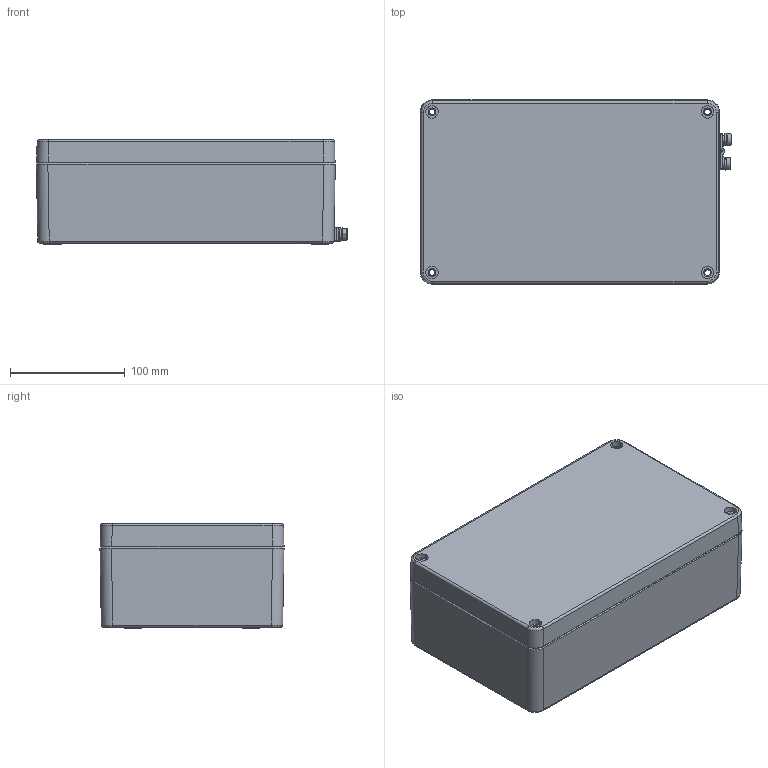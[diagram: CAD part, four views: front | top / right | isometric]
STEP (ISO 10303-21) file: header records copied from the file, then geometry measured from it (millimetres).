
FILE_DESCRIPTION(('FreeCAD Model'),'2;1');
FILE_NAME('GBAEX026016091.step', '2026-03-27T11:51:50',('Author'),(''), 'Open CASCADE STEP processor 7.3','FreeCAD','Unknown');
FILE_SCHEMA(('AUTOMOTIVE_DESIGN { 1 0 10303 214 1 1 1 1 }'));
Length unit declared in the file: millimetre
Products named in the file (4): GBAEX026016091; ALU_BASE_26016091; ALU_LID_26016091; M6_DOUBLE_EARTHING
Assembly tree (3 placements, depth 2):
  GBAEX026016091
    ALU_BASE_26016091
    ALU_LID_26016091
    M6_DOUBLE_EARTHING
Bounding box: 271.08 x 160.36 x 91.35 mm (x, y, z)
Volume: 780394.7 mm3; surface area: 329915 mm2
Topology: 9 solids, 9 shells, 1850 faces, 5557 edges, 5205 vertices
Faces by surface type: plane 1058, bspline 371, cylinder 360, cone 61
Entity records: 86913 total; most frequent: CARTESIAN_POINT 39752, ORIENTED_EDGE 10166, DIRECTION 7523, EDGE_CURVE 5083, LINE 3581, VECTOR 3581, VERTEX_POINT 3365, FACE_BOUND 2000
